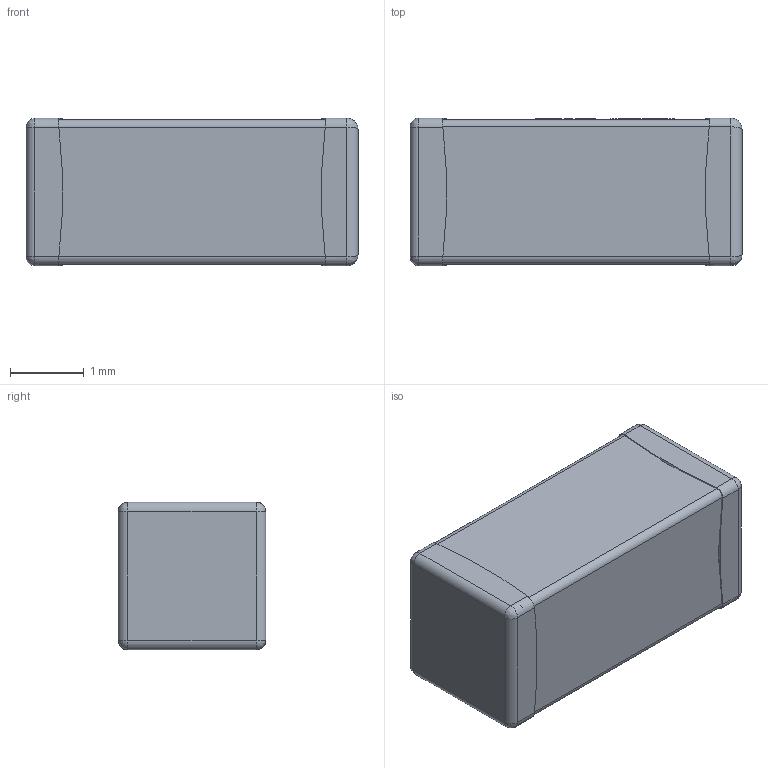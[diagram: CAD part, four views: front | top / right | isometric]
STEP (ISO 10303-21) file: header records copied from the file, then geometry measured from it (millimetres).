
FILE_DESCRIPTION(/* description */ ('Designed by EasyEDA Pro','CAx-IF Rec.Pracs.---Representation and Presentation of Product Manufacturing Information (PMI)---4.0---2014-10-13'),/* implementation_level */ '2;1');
FILE_NAME(/* name */ 'C1808.step',/* time_stamp */ '2025-01-24T17:13:23+08:00',/* author */ (''),/* organization */ (''),/* preprocessor_version */ 'ST-DEVELOPER v20',/* originating_system */ 'Autodesk Translation Framework v13.20.0.188',/* authorisation */ '');
FILE_SCHEMA (('AP242_MANAGED_MODEL_BASED_3D_ENGINEERING_MIM_LF { 1 0 10303 442 1 1 4 }'));
Length unit declared in the file: millimetre
Products named in the file (4): 55XU-PCBModel; 55XU-Board; 55XU-U1-C1808; COMPOUND
Assembly tree (3 placements, depth 3):
  55XU-PCBModel
    55XU-Board
    55XU-U1-C1808
      COMPOUND
Bounding box: 4.5 x 2 x 2 mm (x, y, z)
Surface area: 61 mm2
Topology: 3 solids, 3 shells, 331 faces, 877 edges, 576 vertices
Faces by surface type: plane 189, bspline 120, cylinder 20, sphere 2
Entity records: 11865 total; most frequent: CARTESIAN_POINT 3995, ORIENTED_EDGE 1746, DIRECTION 1311, EDGE_CURVE 873, LINE 595, VECTOR 595, VERTEX_POINT 576, EDGE_LOOP 359
